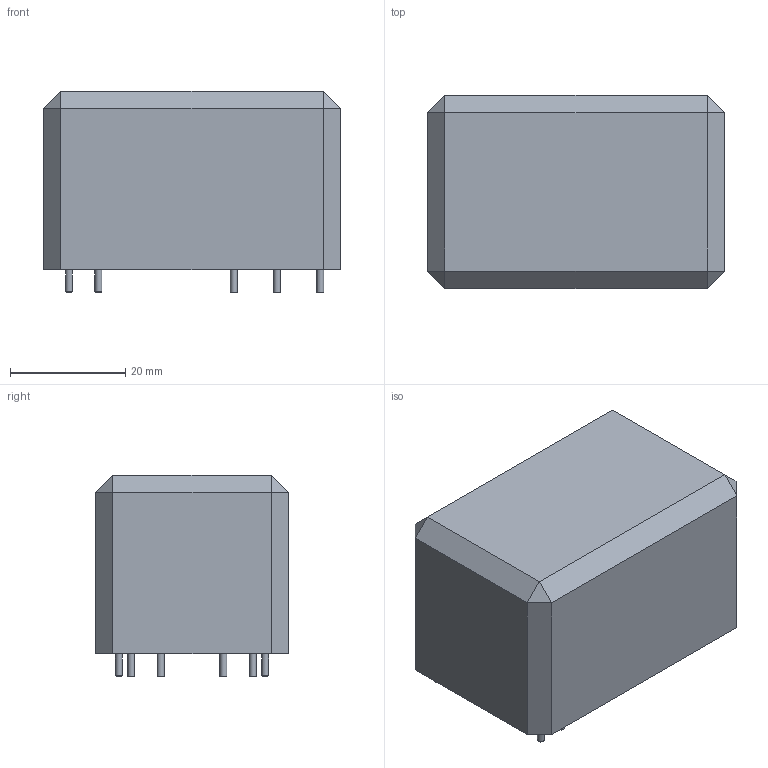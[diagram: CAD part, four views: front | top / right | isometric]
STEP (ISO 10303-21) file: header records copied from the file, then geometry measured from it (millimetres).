
FILE_DESCRIPTION(/* description */ ('STEP AP214'),/* implementation_level */ '2;1');
FILE_NAME(/* name */ '6066d26e477a1d158e549209',/* time_stamp */ '2021-04-02T08:14:39+00:00',/* author */ (''),/* organization */ (''),/* preprocessor_version */ 'ST-DEVELOPER v18.1',/* originating_system */ ' ',/* authorisation */ ' ');
FILE_SCHEMA (('AUTOMOTIVE_DESIGN {1 0 10303 214 3 1 1}'));
Length unit declared in the file: metre
Products named in the file (17): Part 17; Part 7; Part 10; Part 9; Part 6; Part 5; Part 8; Part 13; Part 14; Part 12; Part 11; Part 15; Part 16; Part 4; Part 3; Part 2; Part 1
Bounding box: 51.5 x 33.5 x 35 mm (x, y, z)
Volume: 52303.9 mm3; surface area: 8447.8 mm2
Topology: 17 solids, 17 shells, 70 faces, 92 edges, 56 vertices
Faces by surface type: plane 50, cylinder 16, cone 4
Full cylindrical faces by diameter (mm): 1.2 x16
Entity records: 2225 total; most frequent: DIRECTION 282, CARTESIAN_POINT 215, ORIENTED_EDGE 144, AXIS2_PLACEMENT_3D 123, EDGE_LOOP 90, FACE_BOUND 90, PRESENTATION_STYLE_ASSIGNMENT 83, SURFACE_STYLE_USAGE 83
